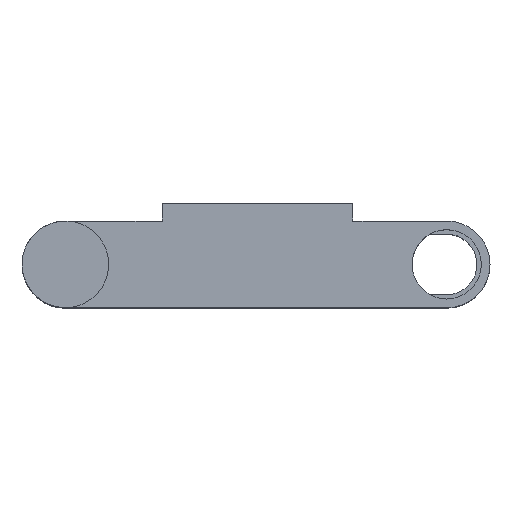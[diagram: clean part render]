
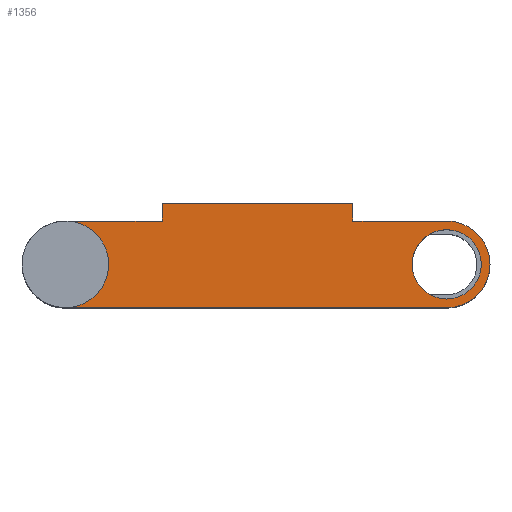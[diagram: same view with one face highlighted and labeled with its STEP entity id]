
A CAD part, top view. The second image highlights one B-rep face of the part: STEP entity #1356.
In plain terms, the highlighted planar face has unit normal (0, 0, 1).
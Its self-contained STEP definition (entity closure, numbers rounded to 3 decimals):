
#23=FACE_BOUND('',#206,.T.);
#24=FACE_BOUND('',#207,.T.);
#61=PLANE('',#1529);
#128=FACE_OUTER_BOUND('',#205,.T.);
#205=EDGE_LOOP('',(#1178,#1179,#1180,#1181,#1182,#1183,#1184,#1185));
#206=EDGE_LOOP('',(#1186,#1187));
#207=EDGE_LOOP('',(#1188,#1189));
#298=LINE('',#2282,#409);
#305=LINE('',#2295,#416);
#318=LINE('',#2320,#429);
#321=LINE('',#2326,#432);
#324=LINE('',#2335,#435);
#326=LINE('',#2339,#437);
#409=VECTOR('',#1862,110.);
#416=VECTOR('',#1871,10.);
#429=VECTOR('',#1894,10.);
#432=VECTOR('',#1899,220.);
#435=VECTOR('',#1910,54.083);
#437=VECTOR('',#1916,55.917);
#485=CIRCLE('',#1432,20.);
#488=CIRCLE('',#1435,20.);
#489=CIRCLE('',#1437,25.);
#527=CIRCLE('',#1485,22.5);
#530=CIRCLE('',#1488,22.5);
#538=CIRCLE('',#1525,25.);
#581=VERTEX_POINT('',#2069);
#582=VERTEX_POINT('',#2070);
#585=VERTEX_POINT('',#2079);
#586=VERTEX_POINT('',#2080);
#635=VERTEX_POINT('',#2196);
#636=VERTEX_POINT('',#2197);
#657=VERTEX_POINT('',#2280);
#658=VERTEX_POINT('',#2281);
#663=VERTEX_POINT('',#2294);
#670=VERTEX_POINT('',#2318);
#672=VERTEX_POINT('',#2324);
#674=VERTEX_POINT('',#2330);
#727=EDGE_CURVE('',#581,#582,#485,.T.);
#731=EDGE_CURVE('',#582,#581,#488,.T.);
#732=EDGE_CURVE('',#585,#586,#489,.T.);
#789=EDGE_CURVE('',#635,#636,#527,.T.);
#793=EDGE_CURVE('',#636,#635,#530,.T.);
#830=EDGE_CURVE('',#657,#658,#298,.T.);
#837=EDGE_CURVE('',#663,#657,#305,.T.);
#850=EDGE_CURVE('',#670,#658,#318,.T.);
#853=EDGE_CURVE('',#586,#672,#321,.T.);
#856=EDGE_CURVE('',#672,#674,#538,.T.);
#858=EDGE_CURVE('',#674,#663,#324,.T.);
#860=EDGE_CURVE('',#670,#585,#326,.T.);
#1178=ORIENTED_EDGE('',*,*,#732,.T.);
#1179=ORIENTED_EDGE('',*,*,#853,.T.);
#1180=ORIENTED_EDGE('',*,*,#856,.T.);
#1181=ORIENTED_EDGE('',*,*,#858,.T.);
#1182=ORIENTED_EDGE('',*,*,#837,.T.);
#1183=ORIENTED_EDGE('',*,*,#830,.T.);
#1184=ORIENTED_EDGE('',*,*,#850,.F.);
#1185=ORIENTED_EDGE('',*,*,#860,.T.);
#1186=ORIENTED_EDGE('',*,*,#789,.F.);
#1187=ORIENTED_EDGE('',*,*,#793,.F.);
#1188=ORIENTED_EDGE('',*,*,#727,.F.);
#1189=ORIENTED_EDGE('',*,*,#731,.F.);
#1356=ADVANCED_FACE('',(#128,#23,#24),#61,.T.);
#1432=AXIS2_PLACEMENT_3D('',#2071,#1643,#1644);
#1435=AXIS2_PLACEMENT_3D('',#2077,#1650,#1651);
#1437=AXIS2_PLACEMENT_3D('',#2081,#1654,#1655);
#1485=AXIS2_PLACEMENT_3D('',#2198,#1769,#1770);
#1488=AXIS2_PLACEMENT_3D('',#2204,#1776,#1777);
#1525=AXIS2_PLACEMENT_3D('',#2332,#1905,#1906);
#1529=AXIS2_PLACEMENT_3D('',#2341,#1918,#1919);
#1643=DIRECTION('center_axis',(0.,0.,1.));
#1644=DIRECTION('ref_axis',(1.,0.,0.));
#1650=DIRECTION('center_axis',(0.,0.,1.));
#1651=DIRECTION('ref_axis',(1.,0.,0.));
#1654=DIRECTION('center_axis',(0.,0.,1.));
#1655=DIRECTION('ref_axis',(1.,0.,0.));
#1769=DIRECTION('center_axis',(0.,0.,1.));
#1770=DIRECTION('ref_axis',(1.,0.,0.));
#1776=DIRECTION('center_axis',(0.,0.,1.));
#1777=DIRECTION('ref_axis',(1.,0.,0.));
#1862=DIRECTION('',(-1.,0.,0.));
#1871=DIRECTION('',(0.,1.,0.));
#1894=DIRECTION('',(0.,1.,0.));
#1899=DIRECTION('',(1.,0.,0.));
#1905=DIRECTION('center_axis',(0.,0.,1.));
#1906=DIRECTION('ref_axis',(1.,0.,0.));
#1910=DIRECTION('',(-1.,0.,0.));
#1916=DIRECTION('',(-1.,0.,0.));
#1918=DIRECTION('center_axis',(0.,0.,1.));
#1919=DIRECTION('ref_axis',(1.,0.,0.));
#2069=CARTESIAN_POINT('',(90.,0.,0.));
#2070=CARTESIAN_POINT('',(130.,0.,0.));
#2071=CARTESIAN_POINT('Origin',(110.,0.,0.));
#2077=CARTESIAN_POINT('Origin',(110.,0.,0.));
#2079=CARTESIAN_POINT('',(-110.,25.,0.));
#2080=CARTESIAN_POINT('',(-110.,-25.,0.));
#2081=CARTESIAN_POINT('Origin',(-110.,0.,
0.));
#2196=CARTESIAN_POINT('',(-90.112,10.522,0.));
#2197=CARTESIAN_POINT('',(-129.888,-10.522,0.));
#2198=CARTESIAN_POINT('Origin',(-110.,0.,0.));
#2204=CARTESIAN_POINT('Origin',(-110.,0.,0.));
#2280=CARTESIAN_POINT('',(55.917,35.,0.));
#2281=CARTESIAN_POINT('',(-54.083,35.,0.));
#2282=CARTESIAN_POINT('',(55.917,35.,0.));
#2294=CARTESIAN_POINT('',(55.917,25.,0.));
#2295=CARTESIAN_POINT('',(55.917,25.,0.));
#2318=CARTESIAN_POINT('',(-54.083,25.,0.));
#2320=CARTESIAN_POINT('',(-54.083,25.,0.));
#2324=CARTESIAN_POINT('',(110.,-25.,0.));
#2326=CARTESIAN_POINT('',(-110.,-25.,0.));
#2330=CARTESIAN_POINT('',(110.,25.,0.));
#2332=CARTESIAN_POINT('Origin',(110.,0.,0.));
#2335=CARTESIAN_POINT('',(110.,25.,0.));
#2339=CARTESIAN_POINT('',(-54.083,25.,0.));
#2341=CARTESIAN_POINT('Origin',(-110.,0.,
0.));
